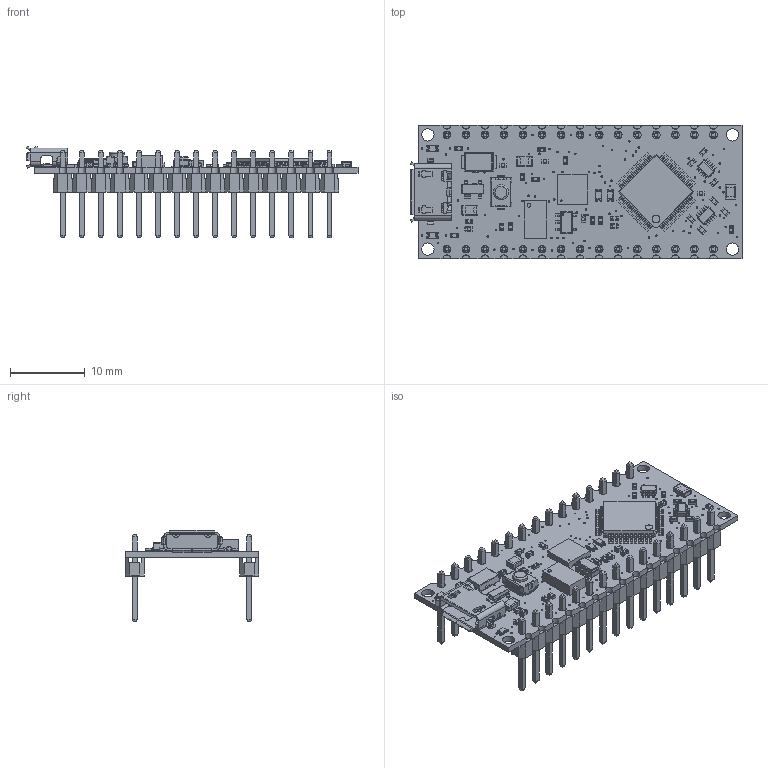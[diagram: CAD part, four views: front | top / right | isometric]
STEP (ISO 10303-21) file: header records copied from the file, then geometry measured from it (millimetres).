
FILE_DESCRIPTION(/* description */ (''),/* implementation_level */ '2;1');
FILE_NAME(/* name */ 'nano-every.step',/* time_stamp */ '2026-01-11T10:11:12+01:00',/* author */ (''),/* organization */ (''),/* preprocessor_version */ 'ST-DEVELOPER v20.1',/* originating_system */ 'Autodesk Translation Framework v14.17.0.0',/* authorisation */ '');
FILE_SCHEMA (('AUTOMOTIVE_DESIGN { 1 0 10303 214 3 1 1 }'));
Products named in the file (31): 2026-01-11-10-05-56-149; 2026-01-11-10-05-56-141; 2026-01-11-10-05-56-138; 2026-01-11-10-05-56-139; 2026-01-11-10-05-56-140; 2026-01-11-10-05-56-140_1; 2026-01-11-10-05-56-141_1; 2026-01-11-10-05-56-141_2; 2026-01-11-10-05-56-138_1; 2026-01-11-10-05-56-137; 2026-01-11-10-05-56-140_2; 2026-01-11-10-05-56-144; 2026-01-11-10-05-56-144_1; 2026-01-11-10-05-56-144_2; 2026-01-11-10-05-56-145; 2026-01-11-10-05-56-146; 2026-01-11-10-05-56-145_1; 2026-01-11-10-05-56-146_1; 2026-01-11-10-05-56-146_2; 2026-01-11-10-05-56-138_2; 2026-01-11-10-05-56-147; 2026-01-11-10-05-56-148; 2026-01-11-10-05-56-145_2; 2026-01-11-10-05-56-145_3; 2026-01-11-10-05-56-137_1; 2026-01-11-10-05-56-148_1; 2026-01-11-10-05-56-147_1; 2026-01-11-10-05-56-138_3; 2026-01-11-10-05-56-138_4; 2026-01-11-10-05-56-148_2; 2026-01-11-10-06-32-742
Assembly tree (78 placements, depth 4):
  2026-01-11-10-05-56-149
    2026-01-11-10-05-56-141
      2026-01-11-10-05-56-138
      2026-01-11-10-05-56-138_1  x19
      2026-01-11-10-05-56-137  x3
      2026-01-11-10-05-56-139
      2026-01-11-10-05-56-140_2  x4
      2026-01-11-10-05-56-140
      2026-01-11-10-05-56-140_1
      2026-01-11-10-05-56-141_1
      2026-01-11-10-05-56-141_2
    2026-01-11-10-05-56-144
      2026-01-11-10-05-56-144_1
        2026-01-11-10-05-56-144_2
    2026-01-11-10-05-56-145
      2026-01-11-10-05-56-145_2
      2026-01-11-10-05-56-145_3
      2026-01-11-10-05-56-137_1
    2026-01-11-10-05-56-146
      2026-01-11-10-05-56-145_1
      2026-01-11-10-05-56-138_2  x3
      2026-01-11-10-05-56-146_1
      2026-01-11-10-05-56-146_2
    2026-01-11-10-05-56-147
      2026-01-11-10-05-56-147_1
      2026-01-11-10-05-56-138_4  x6
      2026-01-11-10-05-56-138_3
    2026-01-11-10-05-56-148
      2026-01-11-10-05-56-145_2
      2026-01-11-10-05-56-145_3
      2026-01-11-10-05-56-137_1
    2026-01-11-10-05-56-148_1
      2026-01-11-10-05-56-147_1
      2026-01-11-10-05-56-138_4  x6
      2026-01-11-10-05-56-138_3
    2026-01-11-10-05-56-148_2  x7
    2026-01-11-10-06-32-742  x2
Bounding box: 44.29 x 17.78 x 12.21 mm (x, y, z)
Volume: 1234.4 mm3; surface area: 4337.6 mm2
Topology: 116 solids, 117 shells, 5565 faces, 14559 edges, 9186 vertices
Faces by surface type: plane 3824, cylinder 1475, sphere 184, bspline 41, torus 37, cone 4
Full cylindrical faces by diameter (mm): 0.1 x4, 0.19 x87, 0.2 x47, 0.25 x2, 0.4 x2, 0.5 x1, 0.6 x1, 0.8 x1, 1 x1, 1.016 x30, 1.651 x4, 2 x1, 2.05 x1
Entity records: 99254 total; most frequent: CARTESIAN_POINT 18167, ORIENTED_EDGE 16452, DIRECTION 16234, EDGE_CURVE 8226, LINE 6388, VECTOR 6388, VERTEX_POINT 5263, AXIS2_PLACEMENT_3D 4923
